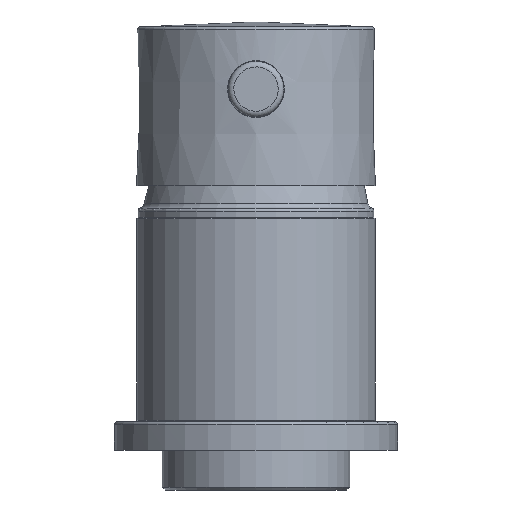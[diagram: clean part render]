
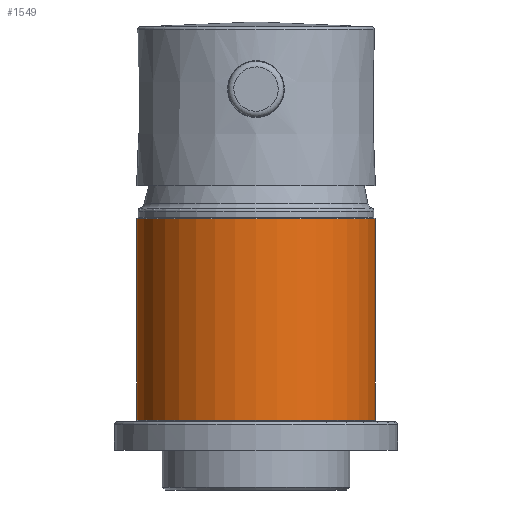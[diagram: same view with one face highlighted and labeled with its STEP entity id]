
A CAD part, front view. The second image highlights one B-rep face of the part: STEP entity #1549.
In plain terms, the highlighted cylindrical face has radius 21 mm (diameter 42 mm), a full revolution.
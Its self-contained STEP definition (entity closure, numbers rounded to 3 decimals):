
#1477=CARTESIAN_POINT('',(-0.,81.819,33.219));
#1478=VERTEX_POINT('',#1477);
#1487=CARTESIAN_POINT('',(-21.,60.819,33.219));
#1488=VERTEX_POINT('',#1487);
#1489=CARTESIAN_POINT('',(-0.,60.819,33.219));
#1490=DIRECTION('',(-0.,0.,1.));
#1491=DIRECTION('',(0.,1.,-0.));
#1492=AXIS2_PLACEMENT_3D('',#1489,#1490,#1491);
#1493=CIRCLE('',#1492,21.);
#1494=EDGE_CURVE('',#1478,#1488,#1493,.T.);
#1496=CARTESIAN_POINT('',(-0.,60.819,33.219));
#1497=DIRECTION('',(-0.,0.,1.));
#1498=DIRECTION('',(0.,1.,-0.));
#1499=AXIS2_PLACEMENT_3D('',#1496,#1497,#1498);
#1500=CIRCLE('',#1499,21.);
#1501=EDGE_CURVE('',#1488,#1478,#1500,.T.);
#1506=CARTESIAN_POINT('',(0.,60.819,35.919));
#1507=DIRECTION('',(-0.,-0.,-1.));
#1508=DIRECTION('',(-1.,0.,0.));
#1509=AXIS2_PLACEMENT_3D('',#1506,#1507,#1508);
#1510=CYLINDRICAL_SURFACE('',#1509,21.);
#1511=CARTESIAN_POINT('',(-21.,60.819,-2.181));
#1512=VERTEX_POINT('',#1511);
#1513=CARTESIAN_POINT('',(-21.,60.819,-2.181));
#1514=DIRECTION('',(-0.,0.,1.));
#1515=VECTOR('',#1514,35.4);
#1516=LINE('',#1513,#1515);
#1517=EDGE_CURVE('',#1512,#1488,#1516,.T.);
#1518=ORIENTED_EDGE('',*,*,#1517,.T.);
#1519=ORIENTED_EDGE('',*,*,#1494,.F.);
#1520=ORIENTED_EDGE('',*,*,#1501,.F.);
#1521=ORIENTED_EDGE('',*,*,#1517,.F.);
#1522=CARTESIAN_POINT('',(-0.,39.819,-2.181));
#1523=VERTEX_POINT('',#1522);
#1524=CARTESIAN_POINT('',(-0.,60.819,-2.181));
#1525=DIRECTION('',(0.,0.,1.));
#1526=DIRECTION('',(0.,-1.,0.));
#1527=AXIS2_PLACEMENT_3D('',#1524,#1525,#1526);
#1528=CIRCLE('',#1527,21.);
#1529=EDGE_CURVE('',#1512,#1523,#1528,.T.);
#1530=ORIENTED_EDGE('',*,*,#1529,.T.);
#1531=CARTESIAN_POINT('',(-0.,81.819,-2.181));
#1532=VERTEX_POINT('',#1531);
#1533=CARTESIAN_POINT('',(-0.,60.819,-2.181));
#1534=DIRECTION('',(0.,0.,1.));
#1535=DIRECTION('',(0.,-1.,0.));
#1536=AXIS2_PLACEMENT_3D('',#1533,#1534,#1535);
#1537=CIRCLE('',#1536,21.);
#1538=EDGE_CURVE('',#1523,#1532,#1537,.T.);
#1539=ORIENTED_EDGE('',*,*,#1538,.T.);
#1540=CARTESIAN_POINT('',(-0.,60.819,-2.181));
#1541=DIRECTION('',(0.,0.,1.));
#1542=DIRECTION('',(0.,-1.,0.));
#1543=AXIS2_PLACEMENT_3D('',#1540,#1541,#1542);
#1544=CIRCLE('',#1543,21.);
#1545=EDGE_CURVE('',#1532,#1512,#1544,.T.);
#1546=ORIENTED_EDGE('',*,*,#1545,.T.);
#1547=EDGE_LOOP('',(#1518,#1519,#1520,#1521,#1530,#1539,#1546));
#1548=FACE_BOUND('',#1547,.T.);
#1549=ADVANCED_FACE('',(#1548),#1510,.T.);
